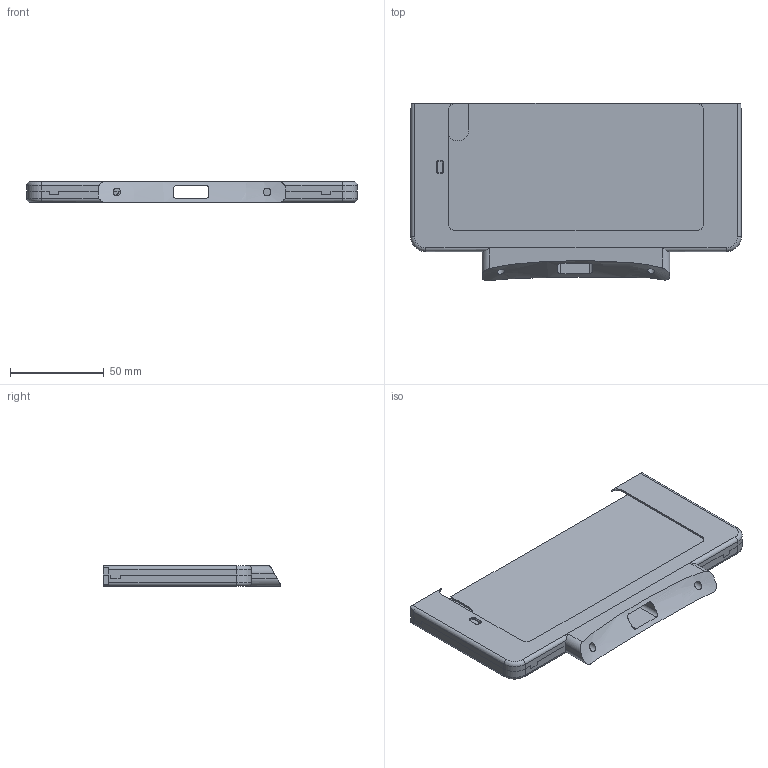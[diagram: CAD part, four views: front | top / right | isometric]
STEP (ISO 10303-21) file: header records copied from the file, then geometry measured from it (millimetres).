
FILE_DESCRIPTION(('HOOPS Exchange Step'),'2;1');
FILE_NAME('temp_export','2022-01-17T15:06:07-08:00',('mobile'),('Shapr3D Limited'),'HOOPS Exchange 2021.2','Shapr3D','Authorized');
FILE_SCHEMA( ('AP203_CONFIGURATION_CONTROLLED_3D_DESIGN_OF_MECHANICAL_PARTS_AND_ASSEMBLIES_MIM_LF') );
Length unit declared in the file: millimetre
Products named in the file (1): 10032E7E-663A-474B-90BD-819AC67A673D.tmp
Bounding box: 176 x 94.57 x 11 mm (x, y, z)
Volume: 53759.6 mm3; surface area: 46432.9 mm2
Topology: 2 solids, 2 shells, 180 faces, 498 edges, 321 vertices
Faces by surface type: plane 102, cylinder 61, torus 16, bspline 1
Full cylindrical faces by diameter (mm): 4 x2
Entity records: 9455 total; most frequent: CARTESIAN_POINT 4760, ORIENTED_EDGE 998, DIRECTION 965, EDGE_CURVE 499, VECTOR 337, LINE 337, VERTEX_POINT 322, AXIS2_PLACEMENT_3D 314
